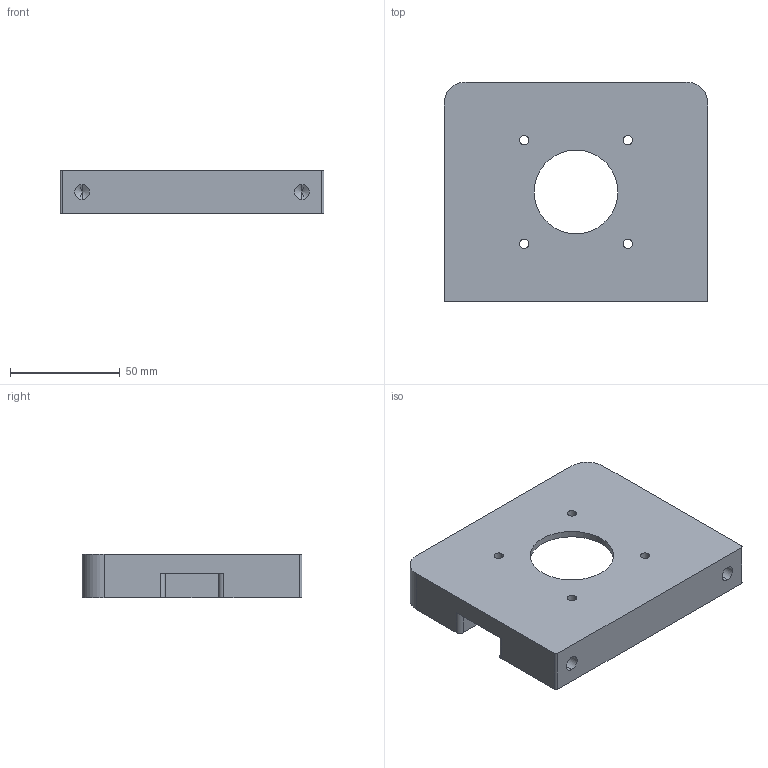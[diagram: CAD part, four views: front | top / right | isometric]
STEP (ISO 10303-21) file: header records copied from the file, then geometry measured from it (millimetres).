
FILE_DESCRIPTION (( 'STEP AP214' ), '1' );
FILE_NAME ('Motorplade8mm.STEP', '2022-03-10T12:54:59', ( '' ), ( '' ), 'SwSTEP 2.0', 'SolidWorks 2021', '' );
FILE_SCHEMA (( 'AUTOMOTIVE_DESIGN' ));
Length unit declared in the file: millimetre
Products named in the file (1): Motorplade8mm
Bounding box: 120 x 100 x 20 mm (x, y, z)
Volume: 132963.8 mm3; surface area: 36351.5 mm2
Topology: 1 solids, 1 shells, 44 faces, 122 edges, 78 vertices
Faces by surface type: cylinder 26, plane 14, cone 4
Entity records: 1496 total; most frequent: DIRECTION 260, CARTESIAN_POINT 241, ORIENTED_EDGE 236, EDGE_CURVE 118, AXIS2_PLACEMENT_3D 97, VERTEX_POINT 78, VECTOR 66, LINE 66
